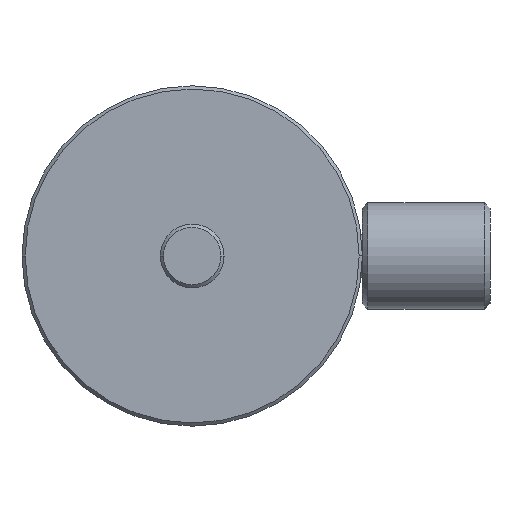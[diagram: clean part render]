
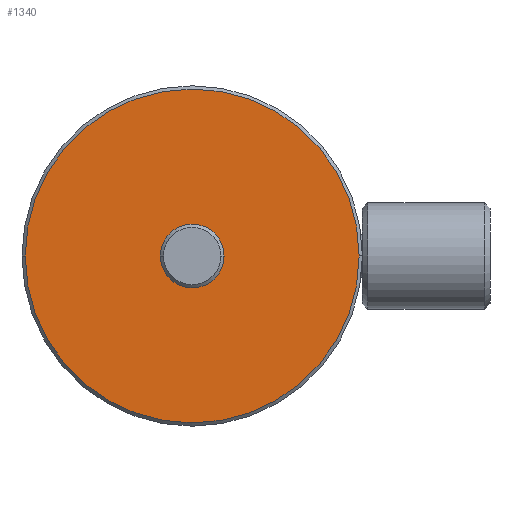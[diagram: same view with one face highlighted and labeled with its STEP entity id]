
A CAD part, front view. The second image highlights one B-rep face of the part: STEP entity #1340.
In plain terms, the highlighted planar face has unit normal (0, -1, 0).
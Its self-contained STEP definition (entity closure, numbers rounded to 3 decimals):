
#125 = CARTESIAN_POINT ( 'NONE',  ( 15.24, -9.852, 0. ) ) ;
#132 = CARTESIAN_POINT ( 'NONE',  ( 1.84, -9.852, 0. ) ) ;
#134 = CARTESIAN_POINT ( 'NONE',  ( -2.76, -9.852, 0. ) ) ;
#151 = CARTESIAN_POINT ( 'NONE',  ( -16.16, -9.852, 0. ) ) ;
#189 = CARTESIAN_POINT ( 'NONE',  ( -0.46, -9.852, 0. ) ) ;
#190 = DIRECTION ( 'NONE',  ( 0., 1., 0. ) ) ;
#191 = DIRECTION ( 'NONE',  ( -1., 0., 0. ) ) ;
#373 = AXIS2_PLACEMENT_3D ( 'NONE', #189, #190, #191 ) ;
#430 = VERTEX_POINT ( 'NONE', #125 ) ;
#437 = VERTEX_POINT ( 'NONE', #132 ) ;
#439 = VERTEX_POINT ( 'NONE', #134 ) ;
#456 = VERTEX_POINT ( 'NONE', #151 ) ;
#498 = EDGE_LOOP ( 'NONE', ( #872, #873 ) ) ;
#534 = EDGE_LOOP ( 'NONE', ( #869, #876 ) ) ;
#631 = CARTESIAN_POINT ( 'NONE',  ( -0.46, -9.852, 0. ) ) ;
#632 = DIRECTION ( 'NONE',  ( 0., 1., 0. ) ) ;
#633 = DIRECTION ( 'NONE',  ( -1., 0., 0. ) ) ;
#735 = PLANE ( 'NONE',  #1560 ) ;
#742 = CARTESIAN_POINT ( 'NONE',  ( -2.76, -9.852, 0. ) ) ;
#743 = DIRECTION ( 'NONE',  ( 0., -1., 0. ) ) ;
#744 = DIRECTION ( 'NONE',  ( 1., 0., 0. ) ) ;
#869 = ORIENTED_EDGE ( 'NONE', *, *, #1207, .F. ) ;
#872 = ORIENTED_EDGE ( 'NONE', *, *, #1454, .T. ) ;
#873 = ORIENTED_EDGE ( 'NONE', *, *, #1281, .T. ) ;
#876 = ORIENTED_EDGE ( 'NONE', *, *, #1417, .F. ) ;
#925 = AXIS2_PLACEMENT_3D ( 'NONE', #1064, #1065, #1066 ) ;
#951 = AXIS2_PLACEMENT_3D ( 'NONE', #1132, #1136, #1137 ) ;
#1064 = CARTESIAN_POINT ( 'NONE',  ( -0.46, -9.852, 0. ) ) ;
#1065 = DIRECTION ( 'NONE',  ( 0., 1., 0. ) ) ;
#1066 = DIRECTION ( 'NONE',  ( -1., 0., 0. ) ) ;
#1132 = CARTESIAN_POINT ( 'NONE',  ( -0.46, -9.852, 0. ) ) ;
#1136 = DIRECTION ( 'NONE',  ( 0., 1., 0. ) ) ;
#1137 = DIRECTION ( 'NONE',  ( -1., 0., 0. ) ) ;
#1196 = CIRCLE ( 'NONE', #951, 2.3 ) ;
#1207 = EDGE_CURVE ( 'NONE', #456, #430, #1221, .T. ) ;
#1221 = CIRCLE ( 'NONE', #373, 15.7 ) ;
#1281 = EDGE_CURVE ( 'NONE', #437, #439, #1291, .T. ) ;
#1291 = CIRCLE ( 'NONE', #1564, 2.3 ) ;
#1306 = CIRCLE ( 'NONE', #925, 15.7 ) ;
#1340 = ADVANCED_FACE ( 'NONE', ( #1496, #1540 ), #735, .T. ) ;
#1417 = EDGE_CURVE ( 'NONE', #430, #456, #1306, .T. ) ;
#1454 = EDGE_CURVE ( 'NONE', #439, #437, #1196, .T. ) ;
#1496 = FACE_BOUND ( 'NONE', #498, .T. ) ;
#1540 = FACE_OUTER_BOUND ( 'NONE', #534, .T. ) ;
#1560 = AXIS2_PLACEMENT_3D ( 'NONE', #742, #743, #744 ) ;
#1564 = AXIS2_PLACEMENT_3D ( 'NONE', #631, #632, #633 ) ;
